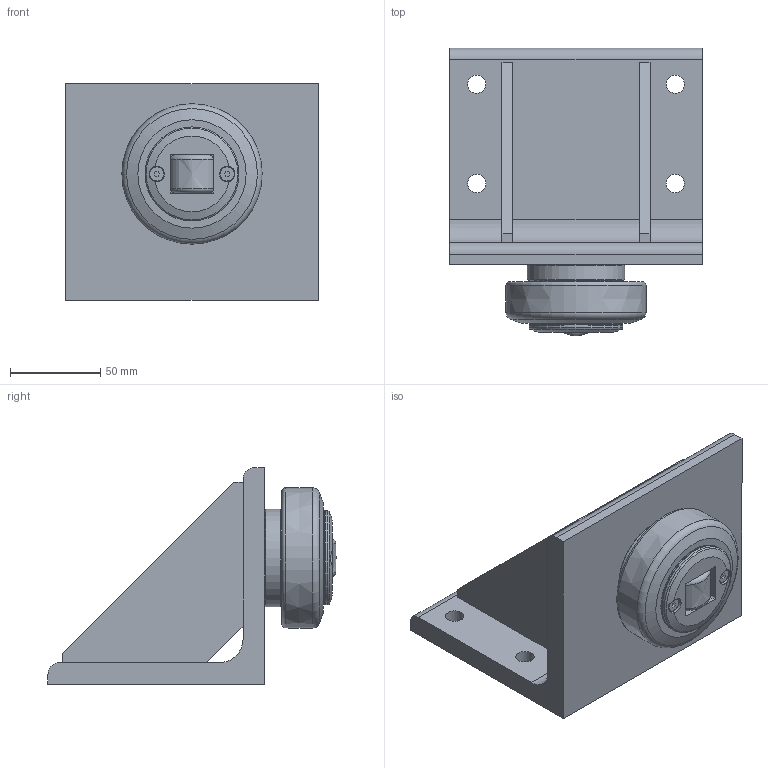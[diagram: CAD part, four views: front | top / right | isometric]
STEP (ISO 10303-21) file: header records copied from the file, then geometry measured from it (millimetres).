
FILE_DESCRIPTION(/* description */ ('-','CAx-IF Rec.Pracs.---Representation and Presentation of Product Manufacturing Information (PMI)---4.0---2014-10-13'),/* implementation_level */ '2;1');
FILE_NAME(/* name */ '4a0bdfa2-73c7-4c44-bf8e-8720fcd7cd73.stp',/* time_stamp */ '2020-04-01T16:31:05+02:00',/* author */ ('-'),/* organization */ ('NTI CADcenter A/S'),/* preprocessor_version */ 'ST-DEVELOPER v18',/* originating_system */ 'Autodesk Inventor 2020',/* authorisation */ '-');
FILE_SCHEMA (('AP242_MANAGED_MODEL_BASED_3D_ENGINEERING_MIM_LF { 1 0 10303 442 1 1 4 }'));
Length unit declared in the file: millimetre
Products named in the file (1): TR 080.0300 BW1200_Kontur
Bounding box: 140 x 159.5 x 120 mm (x, y, z)
Volume: 579811.3 mm3; surface area: 108267.5 mm2
Topology: 1 solids, 1 shells, 115 faces, 325 edges, 221 vertices
Faces by surface type: plane 60, cylinder 34, cone 12, torus 7, bspline 2
Full cylindrical faces by diameter (mm): 4 x2, 4.5 x2, 7.8 x2, 8.6 x2, 10.106 x4, 46.2 x1, 52 x3, 54 x1
Entity records: 3975 total; most frequent: CARTESIAN_POINT 774, DIRECTION 680, ORIENTED_EDGE 650, EDGE_CURVE 325, AXIS2_PLACEMENT_3D 249, VERTEX_POINT 221, LINE 182, VECTOR 182
